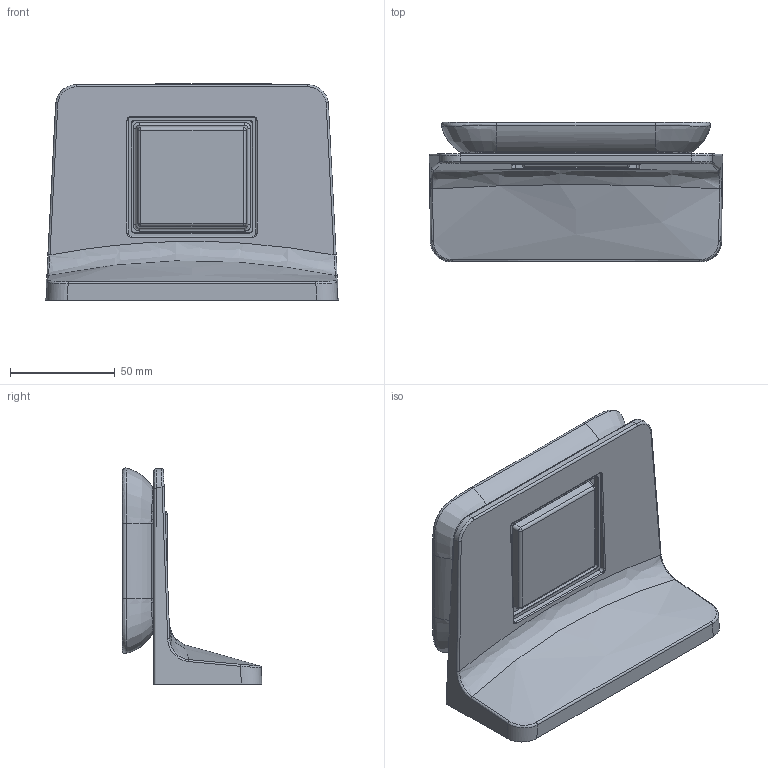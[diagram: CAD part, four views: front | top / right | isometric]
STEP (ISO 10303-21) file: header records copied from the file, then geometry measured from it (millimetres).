
FILE_DESCRIPTION (( 'STEP AP214' ), '1' );
FILE_NAME ('83410976ff_PM.STEP', '2024-02-19T13:39:32', ( '' ), ( '' ), 'SwSTEP 2.0', 'SolidWorks 2023', '' );
FILE_SCHEMA (( 'AUTOMOTIVE_DESIGN' ));
Length unit declared in the file: millimetre
Products named in the file (3): 83410976ff_PM; Planungsmodell_Glas-+-08900109690_K1; Planungsmodell_Halter-+-081797074_K1
Assembly tree (2 placements, depth 2):
  83410976ff_PM
    Planungsmodell_Halter-+-081797074_K1
    Planungsmodell_Glas-+-08900109690_K1
Bounding box: 140.31 x 66.79 x 103.36 mm (x, y, z)
Volume: 212904.9 mm3; surface area: 65222.7 mm2
Topology: 2 solids, 6 shells, 195 faces, 441 edges, 260 vertices
Faces by surface type: cylinder 76, bspline 67, plane 52
Entity records: 12747 total; most frequent: CARTESIAN_POINT 9165, ORIENTED_EDGE 878, DIRECTION 482, EDGE_CURVE 439, VERTEX_POINT 260, EDGE_LOOP 201, B_SPLINE_CURVE_WITH_KNOTS 198, FACE_OUTER_BOUND 195
